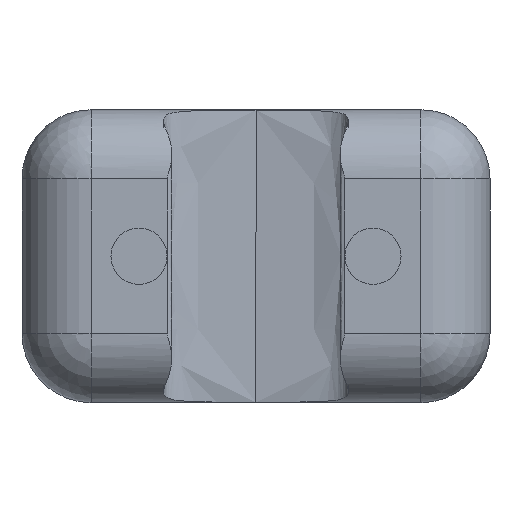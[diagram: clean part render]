
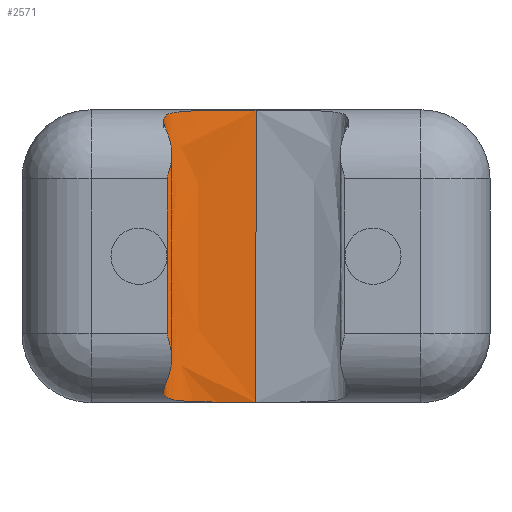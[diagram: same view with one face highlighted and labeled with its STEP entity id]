
A CAD part, front view. The second image highlights one B-rep face of the part: STEP entity #2571.
In plain terms, the highlighted free-form (B-spline) face has degree [3, 1] with [4, 2] control points.
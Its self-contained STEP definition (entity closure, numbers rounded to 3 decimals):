
#21 = VERTEX_POINT ( 'NONE', #1825 ) ;
#101 = CARTESIAN_POINT ( 'NONE',  ( -3.487, 0.004, 0.671 ) ) ;
#170 = CARTESIAN_POINT ( 'NONE',  ( -3.502, 0.479, 3.13 ) ) ;
#186 = CARTESIAN_POINT ( 'NONE',  ( -3.414, 0.556, 3.156 ) ) ;
#201 = CARTESIAN_POINT ( 'NONE',  ( -2.54, 0.666, 0.005 ) ) ;
#226 = CARTESIAN_POINT ( 'NONE',  ( -3.457, 0.024, 2.623 ) ) ;
#251 = CARTESIAN_POINT ( 'NONE',  ( -2.54, 0.666, 0.005 ) ) ;
#406 = CARTESIAN_POINT ( 'NONE',  ( -3.505, 0., 0.75 ) ) ;
#462 = DIRECTION ( 'NONE',  ( 0., 0., 1. ) ) ;
#470 = CARTESIAN_POINT ( 'NONE',  ( -3.546, 0.38, 0.097 ) ) ;
#485 = B_SPLINE_CURVE_WITH_KNOTS ( 'NONE', 3,
 ( #3720, #1759, #4038, #3071, #3758, #2751, #186, #170, #1443, #3731, #1126, #3413, #1459, #1794, #2809, #226, #2489, #1824, #542, #4108, #2157, #2168 ),
 .UNSPECIFIED., .F., .F.,
 ( 4, 2, 2, 2, 2, 2, 2, 2, 2, 2, 4 ),
 ( 0., 0., 0.001, 0.001, 0.001, 0.001, 0.001, 0.002, 0.002, 0.002, 0.002 ),
 .UNSPECIFIED. ) ;
#491 = CARTESIAN_POINT ( 'NONE',  ( -3.505, 0., -0.015 ) ) ;
#523 = CARTESIAN_POINT ( 'NONE',  ( -3.097, 0.638, 0.008 ) ) ;
#542 = CARTESIAN_POINT ( 'NONE',  ( -3.487, 0.004, 2.508 ) ) ;
#557 = LINE ( 'NONE', #2479, #3655 ) ;
#616 = B_SPLINE_CURVE_WITH_KNOTS ( 'NONE', 3,
 ( #406, #3969, #2022, #101, #2358, #2676, #1036, #3328, #744, #1373, #3659, #3401, #470, #2430, #4051, #3098, #1811, #1156, #523, #1095, #2099, #201 ),
 .UNSPECIFIED., .F., .F.,
 ( 4, 2, 2, 2, 2, 2, 2, 2, 2, 2, 4 ),
 ( 0., 0., 0., 0., 0., 0.001, 0.001, 0.001, 0.001, 0.001, 0.002 ),
 .UNSPECIFIED. ) ;
#666 = LINE ( 'NONE', #677, #1828 ) ;
#677 = CARTESIAN_POINT ( 'NONE',  ( -3.505, 0., 0. ) ) ;
#744 = CARTESIAN_POINT ( 'NONE',  ( -3.464, 0.1, 0.368 ) ) ;
#829 = DIRECTION ( 'NONE',  ( 0., 0., 1. ) ) ;
#1036 = CARTESIAN_POINT ( 'NONE',  ( -3.457, 0.024, 0.556 ) ) ;
#1095 = CARTESIAN_POINT ( 'NONE',  ( -2.86, 0.664, 0.005 ) ) ;
#1100 = CARTESIAN_POINT ( 'NONE',  ( -3.234, 0.039, -0.015 ) ) ;
#1111 = CARTESIAN_POINT ( 'NONE',  ( -3.505, 0., 0.75 ) ) ;
#1126 = CARTESIAN_POINT ( 'NONE',  ( -3.545, 0.342, 3.06 ) ) ;
#1156 = CARTESIAN_POINT ( 'NONE',  ( -3.176, 0.626, 0.01 ) ) ;
#1268 = EDGE_CURVE ( 'NONE', #2085, #3534, #557, .T. ) ;
#1279 = VECTOR ( 'NONE', #2569, 1000. ) ;
#1373 = CARTESIAN_POINT ( 'NONE',  ( -3.503, 0.192, 0.243 ) ) ;
#1443 = CARTESIAN_POINT ( 'NONE',  ( -3.525, 0.447, 3.117 ) ) ;
#1459 = CARTESIAN_POINT ( 'NONE',  ( -3.502, 0.191, 2.935 ) ) ;
#1585 = B_SPLINE_SURFACE_WITH_KNOTS ( 'NONE', 3, 1, ( 
 ( #3075, #2774 ),
 ( #3086, #2710 ),
 ( #1100, #3420 ),
 ( #491, #2726 ) ),
 .UNSPECIFIED., .F., .F., .F.,
 ( 4, 4 ),
 ( 2, 2 ),
 ( 0., 1. ),
 ( 0., 1. ),
 .UNSPECIFIED. ) ;
#1667 = CARTESIAN_POINT ( 'NONE',  ( -3.505, 0., 2.43 ) ) ;
#1725 = EDGE_LOOP ( 'NONE', ( #2257, #2063, #2399, #3783, #3846 ) ) ;
#1759 = CARTESIAN_POINT ( 'NONE',  ( -2.7, 0.667, 3.175 ) ) ;
#1794 = CARTESIAN_POINT ( 'NONE',  ( -3.463, 0.099, 2.81 ) ) ;
#1811 = CARTESIAN_POINT ( 'NONE',  ( -3.331, 0.585, 0.018 ) ) ;
#1824 = CARTESIAN_POINT ( 'NONE',  ( -3.481, 0.006, 2.527 ) ) ;
#1825 = CARTESIAN_POINT ( 'NONE',  ( -3.505, 0., 1.59 ) ) ;
#1828 = VECTOR ( 'NONE', #462, 1000. ) ;
#2022 = CARTESIAN_POINT ( 'NONE',  ( -3.499, 0.001, 0.71 ) ) ;
#2063 = ORIENTED_EDGE ( 'NONE', *, *, #1268, .T. ) ;
#2085 = VERTEX_POINT ( 'NONE', #251 ) ;
#2099 = CARTESIAN_POINT ( 'NONE',  ( -2.7, 0.667, 0.005 ) ) ;
#2157 = CARTESIAN_POINT ( 'NONE',  ( -3.505, 0., 2.451 ) ) ;
#2168 = CARTESIAN_POINT ( 'NONE',  ( -3.505, 0., 2.43 ) ) ;
#2242 = CARTESIAN_POINT ( 'NONE',  ( -3.505, 0., 0. ) ) ;
#2257 = ORIENTED_EDGE ( 'NONE', *, *, #3999, .T. ) ;
#2358 = CARTESIAN_POINT ( 'NONE',  ( -3.48, 0.006, 0.652 ) ) ;
#2399 = ORIENTED_EDGE ( 'NONE', *, *, #4105, .T. ) ;
#2430 = CARTESIAN_POINT ( 'NONE',  ( -3.523, 0.449, 0.062 ) ) ;
#2479 = CARTESIAN_POINT ( 'NONE',  ( -2.54, 0.666, 0. ) ) ;
#2489 = CARTESIAN_POINT ( 'NONE',  ( -3.464, 0.015, 2.585 ) ) ;
#2569 = DIRECTION ( 'NONE',  ( 0., 0., 1. ) ) ;
#2571 = ADVANCED_FACE ( 'NONE', ( #3577 ), #1585, .F. ) ;
#2676 = CARTESIAN_POINT ( 'NONE',  ( -3.464, 0.015, 0.594 ) ) ;
#2710 = CARTESIAN_POINT ( 'NONE',  ( -4.201, 0.681, 3.194 ) ) ;
#2726 = CARTESIAN_POINT ( 'NONE',  ( -3.505, 0., 3.194 ) ) ;
#2751 = CARTESIAN_POINT ( 'NONE',  ( -3.334, 0.584, 3.162 ) ) ;
#2774 = CARTESIAN_POINT ( 'NONE',  ( -2.54, 0.666, 3.194 ) ) ;
#2809 = CARTESIAN_POINT ( 'NONE',  ( -3.449, 0.062, 2.738 ) ) ;
#2859 = EDGE_CURVE ( 'NONE', #3742, #21, #3112, .T. ) ;
#3071 = CARTESIAN_POINT ( 'NONE',  ( -3.1, 0.637, 3.172 ) ) ;
#3075 = CARTESIAN_POINT ( 'NONE',  ( -2.54, 0.666, -0.015 ) ) ;
#3086 = CARTESIAN_POINT ( 'NONE',  ( -4.201, 0.681, -0.015 ) ) ;
#3098 = CARTESIAN_POINT ( 'NONE',  ( -3.41, 0.558, 0.023 ) ) ;
#3112 = LINE ( 'NONE', #2242, #1279 ) ;
#3328 = CARTESIAN_POINT ( 'NONE',  ( -3.45, 0.062, 0.441 ) ) ;
#3401 = CARTESIAN_POINT ( 'NONE',  ( -3.546, 0.344, 0.118 ) ) ;
#3413 = CARTESIAN_POINT ( 'NONE',  ( -3.529, 0.245, 2.99 ) ) ;
#3420 = CARTESIAN_POINT ( 'NONE',  ( -3.234, 0.039, 3.194 ) ) ;
#3534 = VERTEX_POINT ( 'NONE', #3794 ) ;
#3577 = FACE_OUTER_BOUND ( 'NONE', #1725, .T. ) ;
#3636 = VERTEX_POINT ( 'NONE', #1667 ) ;
#3655 = VECTOR ( 'NONE', #829, 1000. ) ;
#3659 = CARTESIAN_POINT ( 'NONE',  ( -3.53, 0.247, 0.188 ) ) ;
#3720 = CARTESIAN_POINT ( 'NONE',  ( -2.54, 0.666, 3.175 ) ) ;
#3731 = CARTESIAN_POINT ( 'NONE',  ( -3.546, 0.377, 3.082 ) ) ;
#3742 = VERTEX_POINT ( 'NONE', #1111 ) ;
#3758 = CARTESIAN_POINT ( 'NONE',  ( -3.18, 0.625, 3.17 ) ) ;
#3783 = ORIENTED_EDGE ( 'NONE', *, *, #3809, .F. ) ;
#3794 = CARTESIAN_POINT ( 'NONE',  ( -2.54, 0.666, 3.175 ) ) ;
#3809 = EDGE_CURVE ( 'NONE', #21, #3636, #666, .T. ) ;
#3846 = ORIENTED_EDGE ( 'NONE', *, *, #2859, .F. ) ;
#3969 = CARTESIAN_POINT ( 'NONE',  ( -3.505, 0., 0.729 ) ) ;
#3999 = EDGE_CURVE ( 'NONE', #3742, #2085, #616, .T. ) ;
#4038 = CARTESIAN_POINT ( 'NONE',  ( -2.861, 0.664, 3.175 ) ) ;
#4051 = CARTESIAN_POINT ( 'NONE',  ( -3.5, 0.482, 0.049 ) ) ;
#4105 = EDGE_CURVE ( 'NONE', #3534, #3636, #485, .T. ) ;
#4108 = CARTESIAN_POINT ( 'NONE',  ( -3.499, 0.001, 2.47 ) ) ;
